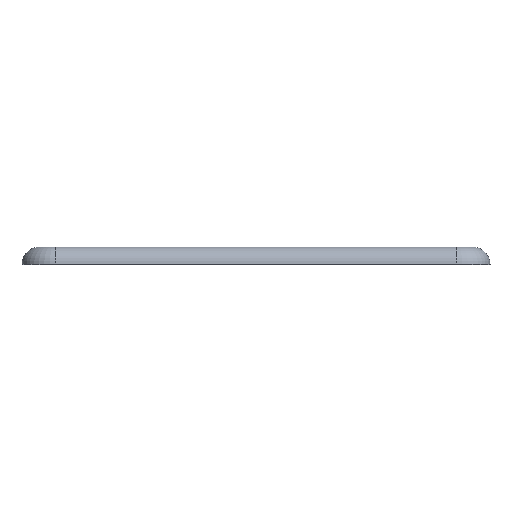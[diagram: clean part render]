
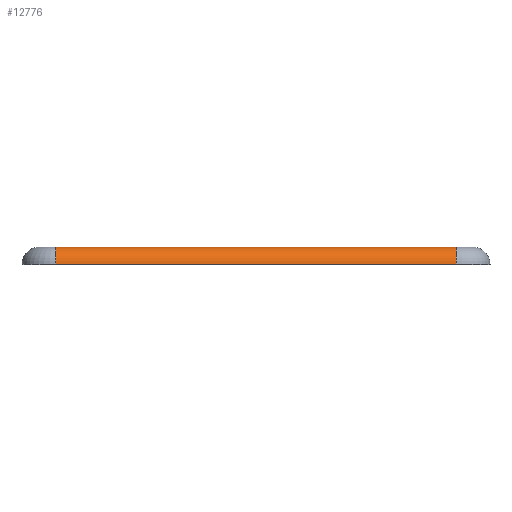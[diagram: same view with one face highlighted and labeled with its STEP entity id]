
A CAD part, top view. The second image highlights one B-rep face of the part: STEP entity #12776.
In plain terms, the highlighted cylindrical face has radius 3 mm (diameter 6 mm), a partial arc.
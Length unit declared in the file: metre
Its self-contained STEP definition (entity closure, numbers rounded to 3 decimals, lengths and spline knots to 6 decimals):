
#241=CYLINDRICAL_SURFACE('',#13624,0.003);
#445=CIRCLE('',#13620,0.003);
#448=CIRCLE('',#13625,0.003);
#688=LINE('',#17519,#1997);
#816=LINE('',#18146,#2125);
#1997=VECTOR('',#14429,1.);
#2125=VECTOR('',#14655,1.);
#3734=ORIENTED_EDGE('',*,*,#7612,.T.);
#3735=ORIENTED_EDGE('',*,*,#7308,.F.);
#3736=ORIENTED_EDGE('',*,*,#7615,.F.);
#3737=ORIENTED_EDGE('',*,*,#7552,.T.);
#7308=EDGE_CURVE('',#9257,#9258,#688,.T.);
#7552=EDGE_CURVE('',#9502,#9501,#816,.T.);
#7612=EDGE_CURVE('',#9501,#9258,#445,.T.);
#7615=EDGE_CURVE('',#9502,#9257,#448,.T.);
#9257=VERTEX_POINT('',#17518);
#9258=VERTEX_POINT('',#17520);
#9501=VERTEX_POINT('',#18145);
#9502=VERTEX_POINT('',#18147);
#10818=EDGE_LOOP('',(#3734,#3735,#3736,#3737));
#11633=FACE_BOUND('',#10818,.T.);
#12776=ADVANCED_FACE('',(#11633),#241,.T.);
#13620=AXIS2_PLACEMENT_3D('',#18266,#14751,#14752);
#13624=AXIS2_PLACEMENT_3D('',#18270,#14759,#14760);
#13625=AXIS2_PLACEMENT_3D('',#18271,#14761,#14762);
#14429=DIRECTION('',(1.,0.,0.));
#14655=DIRECTION('',(1.,0.,0.));
#14751=DIRECTION('',(-1.,0.,0.));
#14752=DIRECTION('',(0.,1.,0.));
#14759=DIRECTION('',(-1.,0.,0.));
#14760=DIRECTION('',(0.,1.,0.));
#14761=DIRECTION('',(-1.,0.,0.));
#14762=DIRECTION('',(0.,1.,0.));
#17518=CARTESIAN_POINT('',(-0.0354,0.003,0.02945));
#17519=CARTESIAN_POINT('',(0.0354,0.003,0.02945));
#17520=CARTESIAN_POINT('',(0.0354,0.003,0.02945));
#18145=CARTESIAN_POINT('',(0.0354,0.,0.03245));
#18146=CARTESIAN_POINT('',(0.,0.,0.03245));
#18147=CARTESIAN_POINT('',(-0.0354,0.,0.03245));
#18266=CARTESIAN_POINT('',(0.0354,0.,0.02945));
#18270=CARTESIAN_POINT('',(0.,0.,0.02945));
#18271=CARTESIAN_POINT('',(-0.0354,0.,0.02945));
